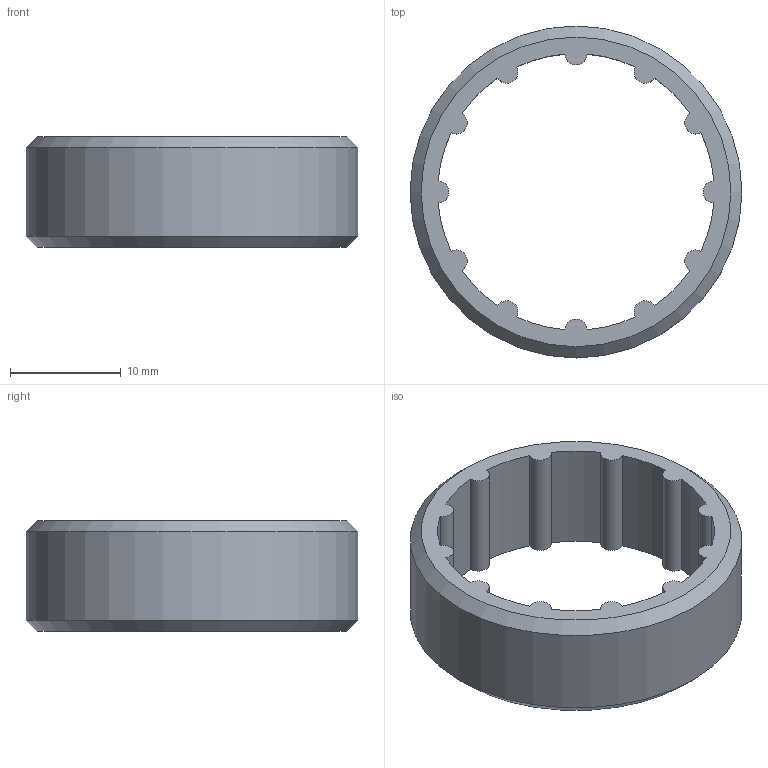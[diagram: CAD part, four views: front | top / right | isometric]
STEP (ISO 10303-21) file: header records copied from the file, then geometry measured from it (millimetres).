
FILE_DESCRIPTION(/* description */ (''),/* implementation_level */ '2;1');
FILE_NAME(/* name */ 'Rad_Reifen.stp',/* time_stamp */ '2024-10-02T09:32:00+02:00',/* author */ ('de20559'),/* organization */ (''),/* preprocessor_version */ 'ST-DEVELOPER v20',/* originating_system */ 'Autodesk Inventor 2024',/* authorisation */ '');
FILE_SCHEMA (('AUTOMOTIVE_DESIGN { 1 0 10303 214 3 1 1 }'));
Length unit declared in the file: millimetre
Products named in the file (1): Rad_Reifen
Bounding box: 30 x 30 x 10 mm (x, y, z)
Volume: 2253 mm3; surface area: 2211.2 mm2
Topology: 1 solids, 1 shells, 29 faces, 81 edges, 54 vertices
Faces by surface type: cylinder 25, plane 2, cone 2
Full cylindrical faces by diameter (mm): 30 x1
Entity records: 1016 total; most frequent: DIRECTION 195, CARTESIAN_POINT 165, ORIENTED_EDGE 162, AXIS2_PLACEMENT_3D 84, EDGE_CURVE 81, CIRCLE 54, VERTEX_POINT 54, EDGE_LOOP 31
